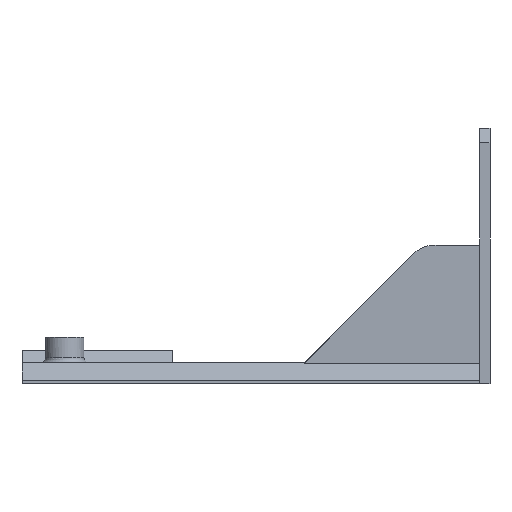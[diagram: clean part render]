
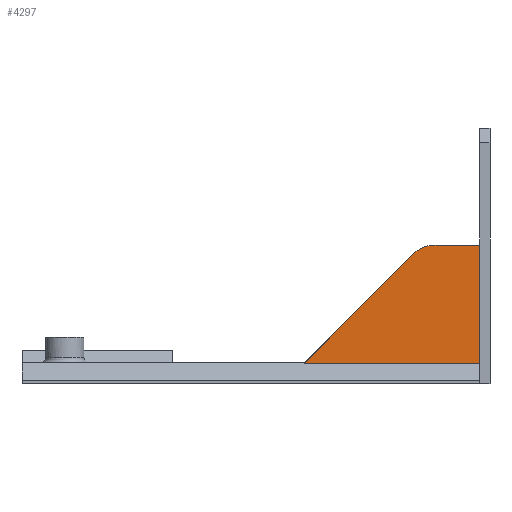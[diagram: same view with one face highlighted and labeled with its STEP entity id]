
A CAD part, front view. The second image highlights one B-rep face of the part: STEP entity #4297.
In plain terms, the highlighted planar face has unit normal (0, -1, 0).
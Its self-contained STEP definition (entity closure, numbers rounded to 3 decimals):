
#136=CIRCLE('',#4564,6.);
#281=FACE_OUTER_BOUND('',#512,.T.);
#512=EDGE_LOOP('',(#3410,#3411,#3412,#3413,#3414));
#938=LINE('',#6402,#1483);
#947=LINE('',#6428,#1492);
#996=LINE('',#6648,#1541);
#1000=LINE('',#6659,#1545);
#1483=VECTOR('',#5202,10.);
#1492=VECTOR('',#5221,10.);
#1541=VECTOR('',#5360,10.);
#1545=VECTOR('',#5372,10.);
#1928=VERTEX_POINT('',#6399);
#1929=VERTEX_POINT('',#6401);
#1941=VERTEX_POINT('',#6427);
#2005=VERTEX_POINT('',#6647);
#2007=VERTEX_POINT('',#6653);
#2435=EDGE_CURVE('',#1928,#1929,#938,.T.);
#2448=EDGE_CURVE('',#1941,#1929,#947,.T.);
#2532=EDGE_CURVE('',#2005,#1928,#996,.T.);
#2535=EDGE_CURVE('',#2005,#2007,#136,.T.);
#2538=EDGE_CURVE('',#2007,#1941,#1000,.T.);
#3410=ORIENTED_EDGE('',*,*,#2435,.F.);
#3411=ORIENTED_EDGE('',*,*,#2532,.F.);
#3412=ORIENTED_EDGE('',*,*,#2535,.T.);
#3413=ORIENTED_EDGE('',*,*,#2538,.T.);
#3414=ORIENTED_EDGE('',*,*,#2448,.T.);
#4107=PLANE('',#4567);
#4297=ADVANCED_FACE('',(#281),#4107,.T.);
#4564=AXIS2_PLACEMENT_3D('',#6654,#5365,#5366);
#4567=AXIS2_PLACEMENT_3D('',#6661,#5374,#5375);
#5202=DIRECTION('',(0.,0.,-1.));
#5221=DIRECTION('',(1.,0.,0.));
#5360=DIRECTION('',(1.,0.,-0.004));
#5365=DIRECTION('center_axis',(0.,-1.,0.));
#5366=DIRECTION('ref_axis',(0.004,0.,1.));
#5372=DIRECTION('',(-0.707,0.,-0.707));
#5374=DIRECTION('center_axis',(0.,-1.,0.));
#5375=DIRECTION('ref_axis',(0.,0.,1.));
#6399=CARTESIAN_POINT('',(90.5,-75.685,30.486));
#6401=CARTESIAN_POINT('',(90.5,-75.685,7.084));
#6402=CARTESIAN_POINT('',(90.5,-75.685,28.403));
#6427=CARTESIAN_POINT('',(55.618,-75.685,7.084));
#6428=CARTESIAN_POINT('',(69.,-75.685,7.084));
#6647=CARTESIAN_POINT('',(81.568,-75.685,30.524));
#6648=CARTESIAN_POINT('',(81.568,-75.685,30.524));
#6653=CARTESIAN_POINT('',(77.3,-75.685,28.766));
#6654=CARTESIAN_POINT('Origin',(81.543,-75.685,24.524));
#6659=CARTESIAN_POINT('',(77.3,-75.685,28.766));
#6661=CARTESIAN_POINT('Origin',(46.,-75.685,28.404));
